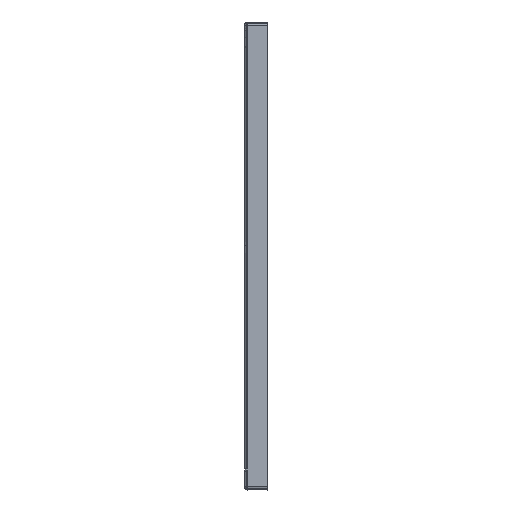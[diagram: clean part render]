
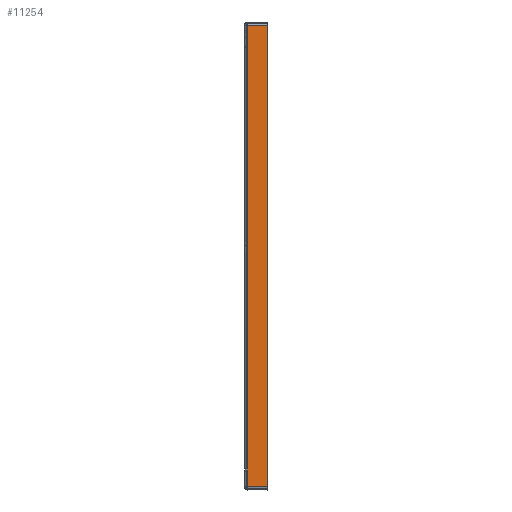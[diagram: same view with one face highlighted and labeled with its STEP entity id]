
A CAD part, left-side view. The second image highlights one B-rep face of the part: STEP entity #11254.
In plain terms, the highlighted planar face has unit normal (-1, 0, 0).
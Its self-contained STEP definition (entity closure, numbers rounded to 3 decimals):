
#2813=CARTESIAN_POINT('',(-750.,-5.15,45.));
#2814=CARTESIAN_POINT('',(-750.,-5.15,
49.412));
#2815=CARTESIAN_POINT('',(-750.,-5.15,
58.38));
#2816=CARTESIAN_POINT('',(-750.,-5.149,72.334));
#2817=CARTESIAN_POINT('',(-750.,-5.149,86.591));
#2818=CARTESIAN_POINT('',(-750.,-5.148,101.02));
#2819=CARTESIAN_POINT('',(-750.,-5.147,117.268));
#2820=CARTESIAN_POINT('',(-750.,-5.145,132.967));
#2821=CARTESIAN_POINT('',(-750.,-5.144,149.006));
#2822=CARTESIAN_POINT('',(-750.,-5.142,165.388));
#2823=CARTESIAN_POINT('',(-750.,-5.139,181.564));
#2824=CARTESIAN_POINT('',(-750.,-5.137,197.715));
#2825=CARTESIAN_POINT('',(-750.,-5.135,212.48));
#2826=CARTESIAN_POINT('',(-750.,-5.132,225.948));
#2827=CARTESIAN_POINT('',(-750.,-5.13,239.686));
#2828=CARTESIAN_POINT('',(-750.,-5.127,253.708));
#2829=CARTESIAN_POINT('',(-750.,-5.125,267.247));
#2830=CARTESIAN_POINT('',(-750.,-5.122,281.706));
#2831=CARTESIAN_POINT('',(-750.,-5.119,297.214));
#2832=CARTESIAN_POINT('',(-750.,-5.115,311.634));
#2833=CARTESIAN_POINT('',(-750.,-5.112,327.028));
#2834=CARTESIAN_POINT('',(-750.,-5.109,342.726));
#2835=CARTESIAN_POINT('',(-750.,-5.105,357.841));
#2836=CARTESIAN_POINT('',(-750.,-5.101,373.973));
#2837=CARTESIAN_POINT('',(-750.,-5.098,389.852));
#2838=CARTESIAN_POINT('',(-750.,-5.094,405.99));
#2839=CARTESIAN_POINT('',(-750.,-5.09,421.828));
#2840=CARTESIAN_POINT('',(-750.,-5.087,437.763));
#2841=CARTESIAN_POINT('',(-750.,-5.083,453.873));
#2842=CARTESIAN_POINT('',(-750.,-5.079,470.152));
#2843=CARTESIAN_POINT('',(-750.,-5.075,487.326));
#2844=CARTESIAN_POINT('',(-750.,-5.071,504.23));
#2845=CARTESIAN_POINT('',(-750.,-5.068,516.323));
#2846=CARTESIAN_POINT('',(-750.,-5.067,522.492));
#2848=CARTESIAN_POINT('',(-750.,-5.067,522.492));
#2849=CARTESIAN_POINT('',(-750.,-5.062,543.939));
#2850=CARTESIAN_POINT('',(-750.,-5.053,584.837));
#2851=CARTESIAN_POINT('',(-750.,-5.04,643.807));
#2852=CARTESIAN_POINT('',(-750.,-5.03,698.57));
#2853=CARTESIAN_POINT('',(-750.,-5.021,750.508));
#2854=CARTESIAN_POINT('',(-750.,-5.014,800.095));
#2855=CARTESIAN_POINT('',(-750.,-5.008,846.707));
#2856=CARTESIAN_POINT('',(-750.,-5.005,889.285));
#2857=CARTESIAN_POINT('',(-750.,-5.002,927.163));
#2858=CARTESIAN_POINT('',(-750.,-5.001,961.177));
#2859=CARTESIAN_POINT('',(-750.,-5.,982.6));
#2860=CARTESIAN_POINT('',(-750.,-5.,993.));
#2862=DIRECTION('',(0.,0.,-1.));
#2863=VECTOR('',#2862,986.);
#2864=CARTESIAN_POINT('',(-750.,-48.,993.));
#2865=LINE('',#2864,#2863);
#2866=DIRECTION('',(0.,1.,0.));
#2867=VECTOR('',#2866,42.974);
#2868=CARTESIAN_POINT('',(-750.,-48.,7.));
#2869=LINE('',#2868,#2867);
#2870=DIRECTION('',(0.,-0.004,1.));
#2871=VECTOR('',#2870,32.991);
#2872=CARTESIAN_POINT('',(-750.,-5.026,
7.));
#2873=LINE('',#2872,#2871);
#2883=DIRECTION('',(0.,0.,-1.));
#2884=VECTOR('',#2883,5.009);
#2885=CARTESIAN_POINT('',(-750.,-5.15,45.));
#2886=LINE('',#2885,#2884);
#3472=DIRECTION('',(0.,1.,0.));
#3473=VECTOR('',#3472,43.);
#3474=CARTESIAN_POINT('',(-750.,-48.,993.));
#3475=LINE('',#3474,#3473);
#6351=CARTESIAN_POINT('',(-750.,-48.,993.));
#6352=CARTESIAN_POINT('',(-750.,-48.,7.));
#6353=VERTEX_POINT('',#6351);
#6354=VERTEX_POINT('',#6352);
#6375=CARTESIAN_POINT('',(-750.,-5.15,45.));
#6376=CARTESIAN_POINT('',(-750.,-5.15,
39.991));
#6377=VERTEX_POINT('',#6375);
#6378=VERTEX_POINT('',#6376);
#6379=VERTEX_POINT('',#2846);
#6380=VERTEX_POINT('',#2860);
#6381=CARTESIAN_POINT('',(-750.,-5.026,
7.));
#6382=VERTEX_POINT('',#6381);
#11234=CARTESIAN_POINT('',(-750.,0.,0.));
#11235=DIRECTION('',(-1.,0.,0.));
#11236=DIRECTION('',(0.,0.,1.));
#11237=AXIS2_PLACEMENT_3D('',#11234,#11235,#11236);
#11238=PLANE('',#11237);
#11240=ORIENTED_EDGE('',*,*,#11239,.F.);
#11242=ORIENTED_EDGE('',*,*,#11241,.T.);
#11244=ORIENTED_EDGE('',*,*,#11243,.T.);
#11246=ORIENTED_EDGE('',*,*,#11245,.F.);
#11247=ORIENTED_EDGE('',*,*,#11200,.T.);
#11249=ORIENTED_EDGE('',*,*,#11248,.T.);
#11251=ORIENTED_EDGE('',*,*,#11250,.T.);
#11252=EDGE_LOOP('',(#11240,#11242,#11244,#11246,#11247,#11249,#11251));
#11253=FACE_OUTER_BOUND('',#11252,.F.);
#11254=ADVANCED_FACE('',(#11253),#11238,.T.);
#2847=B_SPLINE_CURVE_WITH_KNOTS('',3,(#2813,#2814,#2815,#2816,#2817,#2818,#2819,
#2820,#2821,#2822,#2823,#2824,#2825,#2826,#2827,#2828,#2829,#2830,#2831,#2832,
#2833,#2834,#2835,#2836,#2837,#2838,#2839,#2840,#2841,#2842,#2843,#2844,#2845,
#2846),.UNSPECIFIED.,.F.,.F.,(4,1,1,1,1,1,1,1,1,1,1,1,1,1,1,1,1,1,1,1,1,1,1,1,1,
1,1,1,1,1,1,4),(0.,0.032,0.065,0.097,
0.129,0.161,0.194,0.226,
0.258,0.29,0.323,0.355,
0.387,0.419,0.452,0.484,
0.516,0.548,0.581,0.613,
0.645,0.677,0.71,0.742,
0.774,0.806,0.839,0.871,
0.903,0.935,0.968,1.),.UNSPECIFIED.);
#2861=B_SPLINE_CURVE_WITH_KNOTS('',3,(#2848,#2849,#2850,#2851,#2852,#2853,#2854,
#2855,#2856,#2857,#2858,#2859,#2860),.UNSPECIFIED.,.F.,.F.,(4,1,1,1,1,1,1,1,1,1,
4),(0.,0.137,0.261,0.376,
0.486,0.592,0.692,0.783,
0.863,0.934,1.),.UNSPECIFIED.);
#11200=EDGE_CURVE('',#6353,#6354,#2865,.T.);
#11239=EDGE_CURVE('',#6377,#6378,#2886,.T.);
#11241=EDGE_CURVE('',#6377,#6379,#2847,.T.);
#11243=EDGE_CURVE('',#6379,#6380,#2861,.T.);
#11245=EDGE_CURVE('',#6353,#6380,#3475,.T.);
#11248=EDGE_CURVE('',#6354,#6382,#2869,.T.);
#11250=EDGE_CURVE('',#6382,#6378,#2873,.T.);
